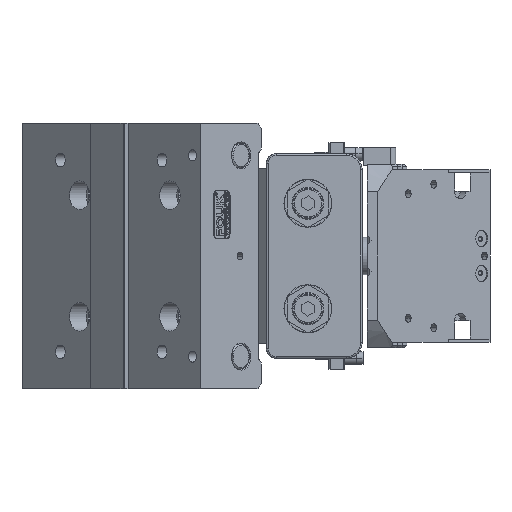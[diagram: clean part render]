
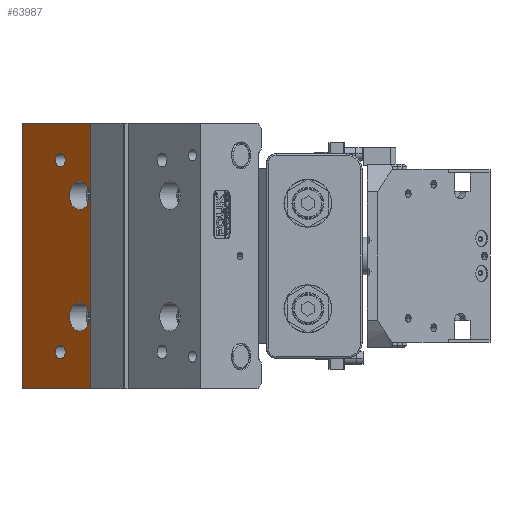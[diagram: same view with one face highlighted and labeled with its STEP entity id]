
A CAD part, left-side view. The second image highlights one B-rep face of the part: STEP entity #63987.
In plain terms, the highlighted face is planar.
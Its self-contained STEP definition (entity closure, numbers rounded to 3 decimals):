
#550 = FACE_BOUND ( 'NONE', #73404, .T. ) ;
#760 = EDGE_LOOP ( 'NONE', ( #60173, #11805 ) ) ;
#1026 = VECTOR ( 'NONE', #29468, 1000. ) ;
#2914 = VERTEX_POINT ( 'NONE', #20367 ) ;
#2964 = CIRCLE ( 'NONE', #36659, 9. ) ;
#3034 = EDGE_CURVE ( 'NONE', #54460, #7257, #2964, .T. ) ;
#3700 = ORIENTED_EDGE ( 'NONE', *, *, #48843, .F. ) ;
#3857 = ORIENTED_EDGE ( 'NONE', *, *, #44707, .F. ) ;
#4255 = AXIS2_PLACEMENT_3D ( 'NONE', #53510, #72067, #10120 ) ;
#4632 = VERTEX_POINT ( 'NONE', #11002 ) ;
#4718 = AXIS2_PLACEMENT_3D ( 'NONE', #13839, #50308, #68898 ) ;
#6093 = VERTEX_POINT ( 'NONE', #78491 ) ;
#6805 = VECTOR ( 'NONE', #59975, 1000. ) ;
#7019 = CARTESIAN_POINT ( 'NONE',  ( 65.862, 81.678, 137. ) ) ;
#7257 = VERTEX_POINT ( 'NONE', #66555 ) ;
#7353 = VERTEX_POINT ( 'NONE', #67322 ) ;
#8872 = LINE ( 'NONE', #77785, #35464 ) ;
#10120 = DIRECTION ( 'NONE',  ( -1., 0., 0. ) ) ;
#10668 = DIRECTION ( 'NONE',  ( -1., 0., 0. ) ) ;
#11002 = CARTESIAN_POINT ( 'NONE',  ( 47.112, 47.678, 137. ) ) ;
#11805 = ORIENTED_EDGE ( 'NONE', *, *, #14828, .F. ) ;
#12982 = DIRECTION ( 'NONE',  ( 0., 0., -1. ) ) ;
#13839 = CARTESIAN_POINT ( 'NONE',  ( 20.862, 30.678, 137. ) ) ;
#14116 = CARTESIAN_POINT ( 'NONE',  ( -46.138, 30.678, 137. ) ) ;
#14336 = CARTESIAN_POINT ( 'NONE',  ( 65.862, 81.678, 137. ) ) ;
#14609 = ORIENTED_EDGE ( 'NONE', *, *, #65585, .F. ) ;
#14719 = AXIS2_PLACEMENT_3D ( 'NONE', #61431, #12982, #55614 ) ;
#14828 = EDGE_CURVE ( 'NONE', #74708, #39454, #60855, .T. ) ;
#15421 = PLANE ( 'NONE',  #58564 ) ;
#16464 = CARTESIAN_POINT ( 'NONE',  ( -17.138, 2.678, 137. ) ) ;
#17159 = AXIS2_PLACEMENT_3D ( 'NONE', #63871, #76115, #45751 ) ;
#17394 = DIRECTION ( 'NONE',  ( 0., 0., 1. ) ) ;
#17400 = CIRCLE ( 'NONE', #40193, 4.25 ) ;
#18327 = CIRCLE ( 'NONE', #17159, 4.25 ) ;
#19912 = DIRECTION ( 'NONE',  ( 0., 1., 0. ) ) ;
#20367 = CARTESIAN_POINT ( 'NONE',  ( -100.138, 81.678, 137. ) ) ;
#20519 = VERTEX_POINT ( 'NONE', #63012 ) ;
#20958 = ORIENTED_EDGE ( 'NONE', *, *, #67289, .F. ) ;
#21211 = EDGE_CURVE ( 'NONE', #2914, #43783, #8872, .T. ) ;
#22471 = FACE_BOUND ( 'NONE', #66873, .T. ) ;
#22550 = DIRECTION ( 'NONE',  ( -1., 0., 0. ) ) ;
#22824 = DIRECTION ( 'NONE',  ( 0., 0., 1. ) ) ;
#22943 = CARTESIAN_POINT ( 'NONE',  ( 29.862, 30.678, 137. ) ) ;
#23096 = DIRECTION ( 'NONE',  ( -1., 0., 0. ) ) ;
#23274 = CIRCLE ( 'NONE', #27318, 4.25 ) ;
#23689 = VERTEX_POINT ( 'NONE', #7019 ) ;
#27318 = AXIS2_PLACEMENT_3D ( 'NONE', #63689, #28011, #76459 ) ;
#28011 = DIRECTION ( 'NONE',  ( 0., 0., -1. ) ) ;
#28171 = DIRECTION ( 'NONE',  ( 0., 0., -1. ) ) ;
#29468 = DIRECTION ( 'NONE',  ( -1., 0., 0. ) ) ;
#31873 = EDGE_CURVE ( 'NONE', #7257, #54460, #53411, .T. ) ;
#32364 = CIRCLE ( 'NONE', #4255, 4.25 ) ;
#33191 = EDGE_CURVE ( 'NONE', #6093, #7353, #32364, .T. ) ;
#33353 = ORIENTED_EDGE ( 'NONE', *, *, #66619, .F. ) ;
#35175 = CARTESIAN_POINT ( 'NONE',  ( 20.862, 30.678, 137. ) ) ;
#35464 = VECTOR ( 'NONE', #77529, 1000. ) ;
#35789 = CARTESIAN_POINT ( 'NONE',  ( -100.138, 81.678, 137. ) ) ;
#36659 = AXIS2_PLACEMENT_3D ( 'NONE', #35175, #17394, #47731 ) ;
#38920 = ORIENTED_EDGE ( 'NONE', *, *, #3034, .T. ) ;
#39105 = LINE ( 'NONE', #35789, #1026 ) ;
#39454 = VERTEX_POINT ( 'NONE', #43047 ) ;
#40193 = AXIS2_PLACEMENT_3D ( 'NONE', #52938, #28171, #22550 ) ;
#43047 = CARTESIAN_POINT ( 'NONE',  ( -64.138, 30.678, 137. ) ) ;
#43502 = EDGE_LOOP ( 'NONE', ( #20958, #50319, #3857, #33353 ) ) ;
#43783 = VERTEX_POINT ( 'NONE', #48256 ) ;
#44707 = EDGE_CURVE ( 'NONE', #23689, #2914, #39105, .T. ) ;
#45751 = DIRECTION ( 'NONE',  ( -1., 0., 0. ) ) ;
#45970 = LINE ( 'NONE', #14336, #68800 ) ;
#47673 = EDGE_CURVE ( 'NONE', #20519, #4632, #23274, .T. ) ;
#47731 = DIRECTION ( 'NONE',  ( 1., 0., 0. ) ) ;
#48256 = CARTESIAN_POINT ( 'NONE',  ( -100.138, 17.678, 137. ) ) ;
#48843 = EDGE_CURVE ( 'NONE', #7353, #6093, #18327, .T. ) ;
#50308 = DIRECTION ( 'NONE',  ( 0., 0., 1. ) ) ;
#50319 = ORIENTED_EDGE ( 'NONE', *, *, #21211, .F. ) ;
#52938 = CARTESIAN_POINT ( 'NONE',  ( 42.862, 47.678, 137. ) ) ;
#53411 = CIRCLE ( 'NONE', #4718, 9. ) ;
#53510 = CARTESIAN_POINT ( 'NONE',  ( -77.138, 47.678, 137. ) ) ;
#53602 = CIRCLE ( 'NONE', #14719, 9. ) ;
#54460 = VERTEX_POINT ( 'NONE', #22943 ) ;
#55614 = DIRECTION ( 'NONE',  ( -1., 0., 0. ) ) ;
#55906 = FACE_BOUND ( 'NONE', #56582, .T. ) ;
#56163 = CARTESIAN_POINT ( 'NONE',  ( 65.862, 17.678, 137. ) ) ;
#56230 = ORIENTED_EDGE ( 'NONE', *, *, #31873, .T. ) ;
#56582 = EDGE_LOOP ( 'NONE', ( #56230, #38920 ) ) ;
#58564 = AXIS2_PLACEMENT_3D ( 'NONE', #16464, #22824, #23096 ) ;
#59122 = CARTESIAN_POINT ( 'NONE',  ( -55.138, 30.678, 137. ) ) ;
#59975 = DIRECTION ( 'NONE',  ( 1., 0., 0. ) ) ;
#60173 = ORIENTED_EDGE ( 'NONE', *, *, #75193, .F. ) ;
#60855 = CIRCLE ( 'NONE', #63774, 9. ) ;
#61431 = CARTESIAN_POINT ( 'NONE',  ( -55.138, 30.678, 137. ) ) ;
#62403 = ORIENTED_EDGE ( 'NONE', *, *, #47673, .F. ) ;
#63012 = CARTESIAN_POINT ( 'NONE',  ( 38.612, 47.678, 137. ) ) ;
#63689 = CARTESIAN_POINT ( 'NONE',  ( 42.862, 47.678, 137. ) ) ;
#63774 = AXIS2_PLACEMENT_3D ( 'NONE', #59122, #77201, #10668 ) ;
#63871 = CARTESIAN_POINT ( 'NONE',  ( -77.138, 47.678, 137. ) ) ;
#63987 = ADVANCED_FACE ( 'NONE', ( #55906, #70058, #22471, #550, #71949 ), #15421, .F. ) ;
#65585 = EDGE_CURVE ( 'NONE', #4632, #20519, #17400, .T. ) ;
#66480 = VERTEX_POINT ( 'NONE', #56163 ) ;
#66555 = CARTESIAN_POINT ( 'NONE',  ( 11.862, 30.678, 137. ) ) ;
#66619 = EDGE_CURVE ( 'NONE', #66480, #23689, #45970, .T. ) ;
#66873 = EDGE_LOOP ( 'NONE', ( #3700, #74101 ) ) ;
#67289 = EDGE_CURVE ( 'NONE', #43783, #66480, #71552, .T. ) ;
#67322 = CARTESIAN_POINT ( 'NONE',  ( -81.388, 47.678, 137. ) ) ;
#68800 = VECTOR ( 'NONE', #19912, 1000. ) ;
#68898 = DIRECTION ( 'NONE',  ( 1., 0., 0. ) ) ;
#70058 = FACE_BOUND ( 'NONE', #760, .T. ) ;
#71552 = LINE ( 'NONE', #72173, #6805 ) ;
#71949 = FACE_OUTER_BOUND ( 'NONE', #43502, .T. ) ;
#72067 = DIRECTION ( 'NONE',  ( 0., 0., -1. ) ) ;
#72173 = CARTESIAN_POINT ( 'NONE',  ( 65.862, 17.678, 137. ) ) ;
#73404 = EDGE_LOOP ( 'NONE', ( #62403, #14609 ) ) ;
#74101 = ORIENTED_EDGE ( 'NONE', *, *, #33191, .F. ) ;
#74708 = VERTEX_POINT ( 'NONE', #14116 ) ;
#75193 = EDGE_CURVE ( 'NONE', #39454, #74708, #53602, .T. ) ;
#76115 = DIRECTION ( 'NONE',  ( 0., 0., -1. ) ) ;
#76459 = DIRECTION ( 'NONE',  ( -1., 0., 0. ) ) ;
#77201 = DIRECTION ( 'NONE',  ( 0., 0., -1. ) ) ;
#77529 = DIRECTION ( 'NONE',  ( 0., -1., 0. ) ) ;
#77785 = CARTESIAN_POINT ( 'NONE',  ( -100.138, 81.678, 137. ) ) ;
#78491 = CARTESIAN_POINT ( 'NONE',  ( -72.888, 47.678, 137. ) ) ;
